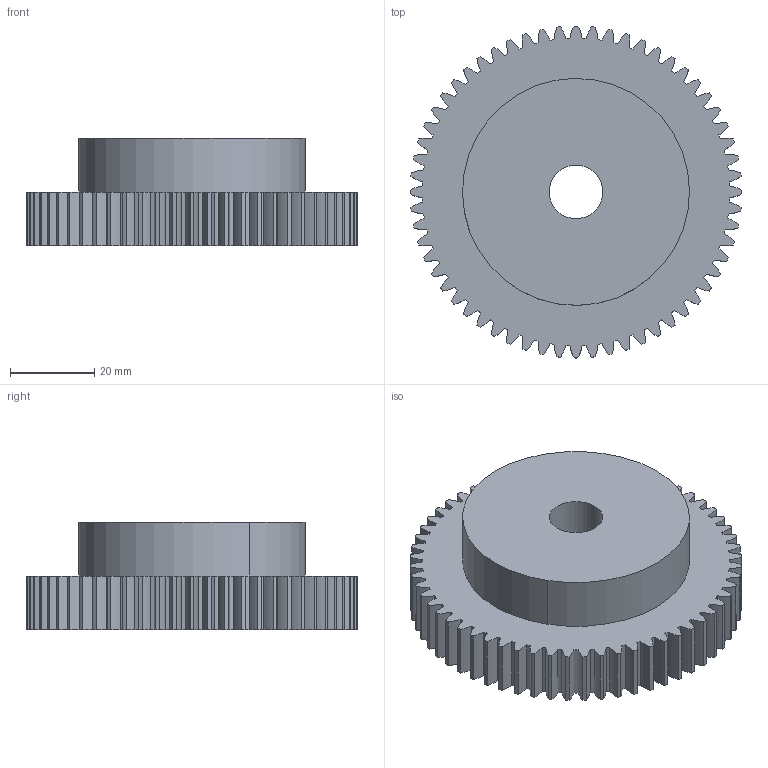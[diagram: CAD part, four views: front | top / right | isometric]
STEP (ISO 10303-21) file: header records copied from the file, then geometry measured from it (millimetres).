
FILE_DESCRIPTION((''),'2;1');
FILE_NAME('gss-2060.stp','2001-12-29T16:41:11',('Administrator'),(''),'Autodesk Inventor (tm) 3.0','Autodesk Inventor (tm) 3.0','');
FILE_SCHEMA(('CONFIG_CONTROL_DESIGN'));
Length unit declared in the file: inch
Products named in the file (1): gss-2060
Bounding box: 78.74 x 78.74 x 25.4 mm (x, y, z)
Volume: 83324.5 mm3; surface area: 18060.9 mm2
Topology: 1 solids, 1 shells, 247 faces, 732 edges, 488 vertices
Faces by surface type: cylinder 242, plane 3, bspline 2
Entity records: 8701 total; most frequent: DIRECTION 1712, CARTESIAN_POINT 1502, ORIENTED_EDGE 1464, AXIS2_PLACEMENT_3D 734, EDGE_CURVE 732, VERTEX_POINT 488, CIRCLE 488, EDGE_LOOP 250
